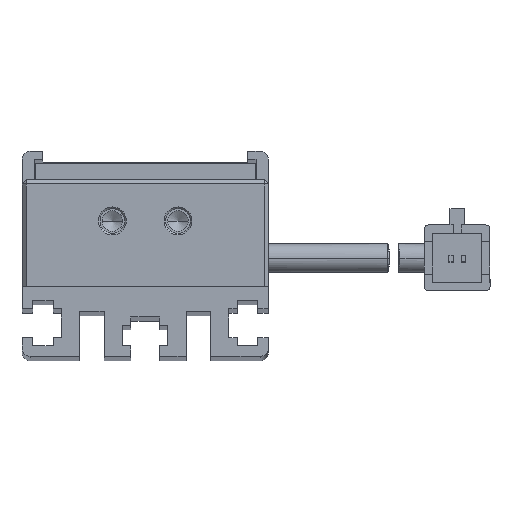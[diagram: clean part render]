
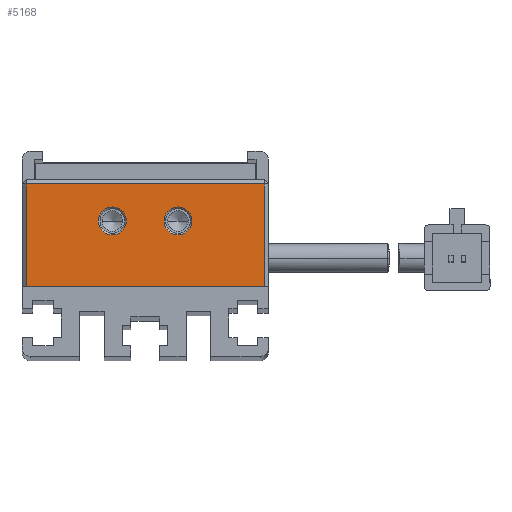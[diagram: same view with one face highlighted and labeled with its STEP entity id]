
A CAD part, top view. The second image highlights one B-rep face of the part: STEP entity #5168.
In plain terms, the highlighted planar face has unit normal (0, 0, 1).
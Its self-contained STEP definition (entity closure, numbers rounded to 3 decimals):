
#1463 = CARTESIAN_POINT ( 'NONE',  ( 36.925, 27.196, 39. ) ) ;
#3016 = DIRECTION ( 'NONE',  ( 0., 0., 1. ) ) ;
#4697 = VERTEX_POINT ( 'NONE', #32791 ) ;
#5168 = ADVANCED_FACE ( 'NONE', ( #52595, #38487, #25910 ), #12389, .T. ) ;
#6021 = AXIS2_PLACEMENT_3D ( 'NONE', #1463, #34659, #6181 ) ;
#6181 = DIRECTION ( 'NONE',  ( 1., 0., 0. ) ) ;
#6450 = VERTEX_POINT ( 'NONE', #14086 ) ;
#8964 = CARTESIAN_POINT ( 'NONE',  ( 55.425, 19.196, 39. ) ) ;
#9949 = CARTESIAN_POINT ( 'NONE',  ( 40.925, 31.696, 39. ) ) ;
#10444 = CARTESIAN_POINT ( 'NONE',  ( 55.425, 25.696, 39. ) ) ;
#10870 = EDGE_CURVE ( 'NONE', #50244, #6450, #56596, .T. ) ;
#12389 = PLANE ( 'NONE',  #25289 ) ;
#13167 = ORIENTED_EDGE ( 'NONE', *, *, #45239, .T. ) ;
#14086 = CARTESIAN_POINT ( 'NONE',  ( 43.225, 27.196, 39. ) ) ;
#14476 = EDGE_CURVE ( 'NONE', #42611, #24918, #46727, .T. ) ;
#14820 = VECTOR ( 'NONE', #54563, 1000. ) ;
#17146 = VERTEX_POINT ( 'NONE', #8964 ) ;
#17532 = EDGE_LOOP ( 'NONE', ( #61067, #23474 ) ) ;
#17792 = CARTESIAN_POINT ( 'NONE',  ( 36.925, 27.196, 39. ) ) ;
#18223 = ORIENTED_EDGE ( 'NONE', *, *, #14476, .T. ) ;
#20327 = EDGE_LOOP ( 'NONE', ( #18223, #38267, #48188, #13167 ) ) ;
#21495 = CARTESIAN_POINT ( 'NONE',  ( 38.625, 27.196, 39. ) ) ;
#21977 = CIRCLE ( 'NONE', #6021, 1.7 ) ;
#22608 = DIRECTION ( 'NONE',  ( 1., 0., 0. ) ) ;
#22721 = CARTESIAN_POINT ( 'NONE',  ( 44.925, 27.196, 39. ) ) ;
#23082 = EDGE_LOOP ( 'NONE', ( #43440, #38270 ) ) ;
#23301 = CARTESIAN_POINT ( 'NONE',  ( 26.425, 19.196, 39. ) ) ;
#23474 = ORIENTED_EDGE ( 'NONE', *, *, #47766, .T. ) ;
#24289 = VECTOR ( 'NONE', #43872, 1000. ) ;
#24918 = VERTEX_POINT ( 'NONE', #25955 ) ;
#25289 = AXIS2_PLACEMENT_3D ( 'NONE', #31523, #3016, #36281 ) ;
#25778 = LINE ( 'NONE', #10444, #38353 ) ;
#25910 = FACE_BOUND ( 'NONE', #17532, .T. ) ;
#25955 = CARTESIAN_POINT ( 'NONE',  ( 26.425, 31.696, 39. ) ) ;
#26565 = VERTEX_POINT ( 'NONE', #23301 ) ;
#26853 = CARTESIAN_POINT ( 'NONE',  ( 44.925, 27.196, 39. ) ) ;
#27472 = DIRECTION ( 'NONE',  ( 1., 0., 0. ) ) ;
#29598 = CARTESIAN_POINT ( 'NONE',  ( 26.425, 25.696, 39. ) ) ;
#29790 = CARTESIAN_POINT ( 'NONE',  ( 46.625, 27.196, 39. ) ) ;
#31523 = CARTESIAN_POINT ( 'NONE',  ( 40.925, 25.696, 39. ) ) ;
#31600 = DIRECTION ( 'NONE',  ( 1., 0., 0. ) ) ;
#32359 = EDGE_CURVE ( 'NONE', #53136, #4697, #21977, .T. ) ;
#32791 = CARTESIAN_POINT ( 'NONE',  ( 35.225, 27.196, 39. ) ) ;
#33639 = DIRECTION ( 'NONE',  ( -1., 0., 0. ) ) ;
#34139 = VECTOR ( 'NONE', #33639, 1000. ) ;
#34659 = DIRECTION ( 'NONE',  ( 0., 0., -1. ) ) ;
#36281 = DIRECTION ( 'NONE',  ( 1., 0., 0. ) ) ;
#38267 = ORIENTED_EDGE ( 'NONE', *, *, #45255, .T. ) ;
#38270 = ORIENTED_EDGE ( 'NONE', *, *, #56082, .T. ) ;
#38353 = VECTOR ( 'NONE', #48454, 1000. ) ;
#38487 = FACE_BOUND ( 'NONE', #23082, .T. ) ;
#41596 = LINE ( 'NONE', #59108, #14820 ) ;
#42611 = VERTEX_POINT ( 'NONE', #52160 ) ;
#42759 = AXIS2_PLACEMENT_3D ( 'NONE', #22721, #55883, #27472 ) ;
#43440 = ORIENTED_EDGE ( 'NONE', *, *, #10870, .T. ) ;
#43872 = DIRECTION ( 'NONE',  ( 0., -1., 0. ) ) ;
#44536 = CIRCLE ( 'NONE', #53063, 1.7 ) ;
#45239 = EDGE_CURVE ( 'NONE', #17146, #42611, #25778, .T. ) ;
#45255 = EDGE_CURVE ( 'NONE', #24918, #26565, #49508, .T. ) ;
#45875 = CIRCLE ( 'NONE', #50052, 1.7 ) ;
#46727 = LINE ( 'NONE', #9949, #34139 ) ;
#47623 = EDGE_CURVE ( 'NONE', #26565, #17146, #41596, .T. ) ;
#47766 = EDGE_CURVE ( 'NONE', #4697, #53136, #44536, .T. ) ;
#48188 = ORIENTED_EDGE ( 'NONE', *, *, #47623, .T. ) ;
#48454 = DIRECTION ( 'NONE',  ( 0., 1., 0. ) ) ;
#49508 = LINE ( 'NONE', #29598, #24289 ) ;
#50052 = AXIS2_PLACEMENT_3D ( 'NONE', #26853, #60004, #31600 ) ;
#50244 = VERTEX_POINT ( 'NONE', #29790 ) ;
#50980 = DIRECTION ( 'NONE',  ( 0., 0., -1. ) ) ;
#52160 = CARTESIAN_POINT ( 'NONE',  ( 55.425, 31.696, 39. ) ) ;
#52595 = FACE_OUTER_BOUND ( 'NONE', #20327, .T. ) ;
#53063 = AXIS2_PLACEMENT_3D ( 'NONE', #17792, #50980, #22608 ) ;
#53136 = VERTEX_POINT ( 'NONE', #21495 ) ;
#54563 = DIRECTION ( 'NONE',  ( 1., 0., 0. ) ) ;
#55883 = DIRECTION ( 'NONE',  ( 0., 0., -1. ) ) ;
#56082 = EDGE_CURVE ( 'NONE', #6450, #50244, #45875, .T. ) ;
#56596 = CIRCLE ( 'NONE', #42759, 1.7 ) ;
#59108 = CARTESIAN_POINT ( 'NONE',  ( 40.925, 19.196, 39. ) ) ;
#60004 = DIRECTION ( 'NONE',  ( 0., 0., -1. ) ) ;
#61067 = ORIENTED_EDGE ( 'NONE', *, *, #32359, .T. ) ;
